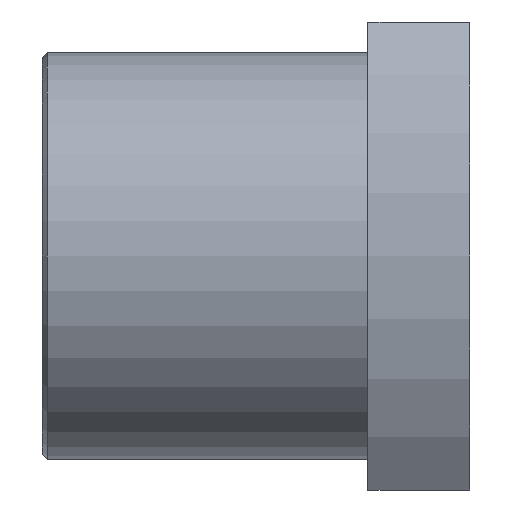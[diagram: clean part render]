
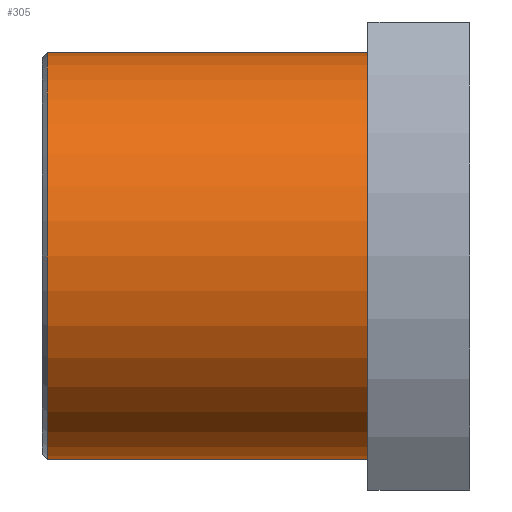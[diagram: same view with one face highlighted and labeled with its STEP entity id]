
A CAD part, front view. The second image highlights one B-rep face of the part: STEP entity #305.
In plain terms, the highlighted cylindrical face has radius 10 mm (diameter 20 mm), a partial arc.
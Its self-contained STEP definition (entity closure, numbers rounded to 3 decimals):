
#11 = DIRECTION ( 'NONE',  ( -1., 0., 0. ) ) ;
#13 = DIRECTION ( 'NONE',  ( 0., 0., 1. ) ) ;
#16 = EDGE_LOOP ( 'NONE', ( #110, #371, #233, #594 ) ) ;
#35 = AXIS2_PLACEMENT_3D ( 'NONE', #57, #474, #306 ) ;
#57 = CARTESIAN_POINT ( 'NONE',  ( -15.792, 0., 0. ) ) ;
#110 = ORIENTED_EDGE ( 'NONE', *, *, #391, .F. ) ;
#111 = AXIS2_PLACEMENT_3D ( 'NONE', #261, #482, #746 ) ;
#141 = EDGE_CURVE ( 'NONE', #438, #563, #452, .T. ) ;
#168 = VERTEX_POINT ( 'NONE', #409 ) ;
#211 = AXIS2_PLACEMENT_3D ( 'NONE', #614, #373, #13 ) ;
#233 = ORIENTED_EDGE ( 'NONE', *, *, #141, .T. ) ;
#243 = CARTESIAN_POINT ( 'NONE',  ( -15.792, 0., 10. ) ) ;
#251 = CYLINDRICAL_SURFACE ( 'NONE', #111, 10. ) ;
#255 = VECTOR ( 'NONE', #11, 1000. ) ;
#261 = CARTESIAN_POINT ( 'NONE',  ( -105.275, 0., 0. ) ) ;
#305 = ADVANCED_FACE ( 'NONE', ( #487 ), #251, .T. ) ;
#306 = DIRECTION ( 'NONE',  ( 0., 0., -1. ) ) ;
#339 = CIRCLE ( 'NONE', #35, 10. ) ;
#371 = ORIENTED_EDGE ( 'NONE', *, *, #739, .T. ) ;
#373 = DIRECTION ( 'NONE',  ( -1., 0., 0. ) ) ;
#391 = EDGE_CURVE ( 'NONE', #524, #168, #574, .T. ) ;
#395 = CARTESIAN_POINT ( 'NONE',  ( -0.042, 0., -10. ) ) ;
#399 = CARTESIAN_POINT ( 'NONE',  ( -105.275, 0., -10. ) ) ;
#409 = CARTESIAN_POINT ( 'NONE',  ( -15.792, 0., -10. ) ) ;
#438 = VERTEX_POINT ( 'NONE', #465 ) ;
#452 = LINE ( 'NONE', #642, #255 ) ;
#465 = CARTESIAN_POINT ( 'NONE',  ( -0.042, 0., 10. ) ) ;
#474 = DIRECTION ( 'NONE',  ( 1., 0., 0. ) ) ;
#482 = DIRECTION ( 'NONE',  ( -1., 0., 0. ) ) ;
#487 = FACE_OUTER_BOUND ( 'NONE', #16, .T. ) ;
#523 = CIRCLE ( 'NONE', #211, 10. ) ;
#524 = VERTEX_POINT ( 'NONE', #395 ) ;
#563 = VERTEX_POINT ( 'NONE', #243 ) ;
#574 = LINE ( 'NONE', #399, #735 ) ;
#587 = EDGE_CURVE ( 'NONE', #563, #168, #339, .T. ) ;
#594 = ORIENTED_EDGE ( 'NONE', *, *, #587, .T. ) ;
#614 = CARTESIAN_POINT ( 'NONE',  ( -0.042, 0., 0. ) ) ;
#642 = CARTESIAN_POINT ( 'NONE',  ( -105.275, 0., 10. ) ) ;
#735 = VECTOR ( 'NONE', #761, 1000. ) ;
#739 = EDGE_CURVE ( 'NONE', #524, #438, #523, .T. ) ;
#746 = DIRECTION ( 'NONE',  ( 0., 0., 1. ) ) ;
#761 = DIRECTION ( 'NONE',  ( -1., 0., 0. ) ) ;
